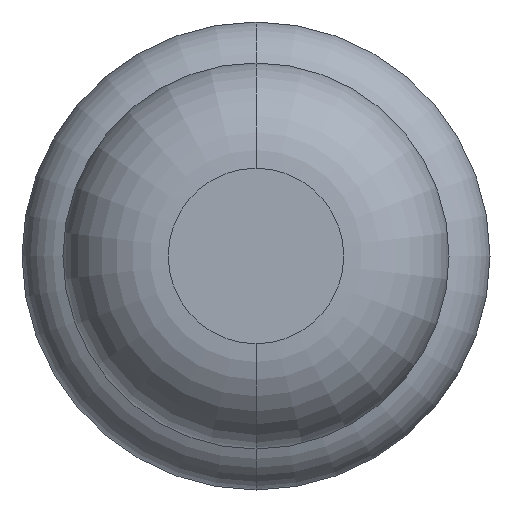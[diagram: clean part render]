
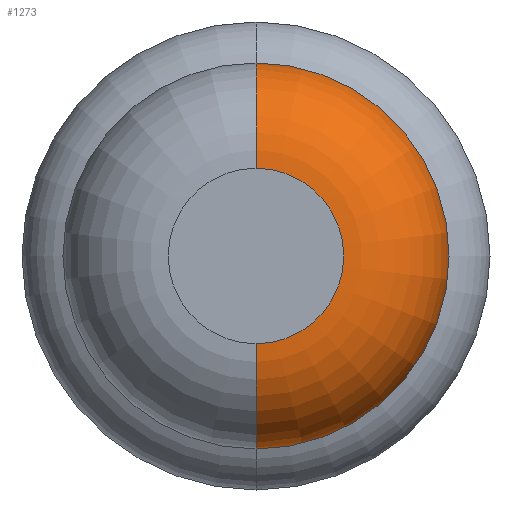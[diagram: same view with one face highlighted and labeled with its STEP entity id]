
A CAD part, front view. The second image highlights one B-rep face of the part: STEP entity #1273.
In plain terms, the highlighted toroidal (fillet/blend) face has major radius 0.375 mm and minor radius 0.45 mm.
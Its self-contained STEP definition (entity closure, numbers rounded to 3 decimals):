
#21 = CARTESIAN_POINT ( 'NONE',  ( 0., -28.55, 0. ) ) ;
#41 = AXIS2_PLACEMENT_3D ( 'NONE', #1028, #3045, #5076 ) ;
#126 = DIRECTION ( 'NONE',  ( 0., 1., 0. ) ) ;
#145 = DIRECTION ( 'NONE',  ( 0., 0., 1. ) ) ;
#570 = VERTEX_POINT ( 'NONE', #4754 ) ;
#571 = ORIENTED_EDGE ( 'NONE', *, *, #879, .F. ) ;
#879 = EDGE_CURVE ( 'NONE', #570, #1861, #979, .T. ) ;
#979 = CIRCLE ( 'NONE', #4889, 0.45 ) ;
#1028 = CARTESIAN_POINT ( 'NONE',  ( 0., -28.55, 0. ) ) ;
#1167 = DIRECTION ( 'NONE',  ( 0., 1., 0. ) ) ;
#1182 = DIRECTION ( 'NONE',  ( 0., 0., 1. ) ) ;
#1273 = ADVANCED_FACE ( 'Defeature ausgef�hrt1_7', ( #5092 ), #1393, .T. ) ;
#1393 = TOROIDAL_SURFACE ( 'NONE', #3968, 0.375, 0.45 ) ;
#1527 = EDGE_CURVE ( 'Defeature ausgef�hrt1_7+Defeature ausgef�hrt1_6+Defeature ausgef�hrt1_6+Defeature ausgef�hrt1_6', #570, #4785, #1956, .T. ) ;
#1532 = VERTEX_POINT ( 'NONE', #3852 ) ;
#1565 = AXIS2_PLACEMENT_3D ( 'NONE', #3573, #1167, #1182 ) ;
#1858 = CARTESIAN_POINT ( 'NONE',  ( 0., -28.55, -0.375 ) ) ;
#1861 = VERTEX_POINT ( 'NONE', #4088 ) ;
#1904 = CIRCLE ( 'NONE', #2863, 0.45 ) ;
#1956 = CIRCLE ( 'NONE', #1565, 0.375 ) ;
#1969 = ORIENTED_EDGE ( 'NONE', *, *, #4816, .F. ) ;
#2264 = CIRCLE ( 'NONE', #41, 0.825 ) ;
#2863 = AXIS2_PLACEMENT_3D ( 'NONE', #1858, #3846, #3002 ) ;
#2978 = DIRECTION ( 'NONE',  ( 0., 0., 1. ) ) ;
#3002 = DIRECTION ( 'NONE',  ( 0., 0., -1. ) ) ;
#3045 = DIRECTION ( 'NONE',  ( 0., 1., 0. ) ) ;
#3349 = ORIENTED_EDGE ( 'NONE', *, *, #3999, .T. ) ;
#3573 = CARTESIAN_POINT ( 'NONE',  ( 0., -29., 0. ) ) ;
#3818 = CARTESIAN_POINT ( 'NONE',  ( 0., -29., -0.375 ) ) ;
#3846 = DIRECTION ( 'NONE',  ( 1., 0., 0. ) ) ;
#3852 = CARTESIAN_POINT ( 'NONE',  ( 0., -28.55, -0.825 ) ) ;
#3968 = AXIS2_PLACEMENT_3D ( 'NONE', #21, #126, #145 ) ;
#3999 = EDGE_CURVE ( 'NONE', #4785, #1532, #1904, .T. ) ;
#4088 = CARTESIAN_POINT ( 'NONE',  ( 0., -28.55, 0.825 ) ) ;
#4205 = DIRECTION ( 'NONE',  ( -1., 0., 0. ) ) ;
#4301 = EDGE_LOOP ( 'NONE', ( #4813, #3349, #1969, #571 ) ) ;
#4754 = CARTESIAN_POINT ( 'NONE',  ( 0., -29., 0.375 ) ) ;
#4785 = VERTEX_POINT ( 'NONE', #3818 ) ;
#4813 = ORIENTED_EDGE ( 'NONE', *, *, #1527, .T. ) ;
#4816 = EDGE_CURVE ( 'Defeature ausgef�hrt1_8+Defeature ausgef�hrt1_7+Defeature ausgef�hrt1_7+Defeature ausgef�hrt1_7', #1861, #1532, #2264, .T. ) ;
#4889 = AXIS2_PLACEMENT_3D ( 'NONE', #5031, #4205, #2978 ) ;
#5031 = CARTESIAN_POINT ( 'NONE',  ( 0., -28.55, 0.375 ) ) ;
#5076 = DIRECTION ( 'NONE',  ( 0., 0., 1. ) ) ;
#5092 = FACE_OUTER_BOUND ( 'NONE', #4301, .T. ) ;
